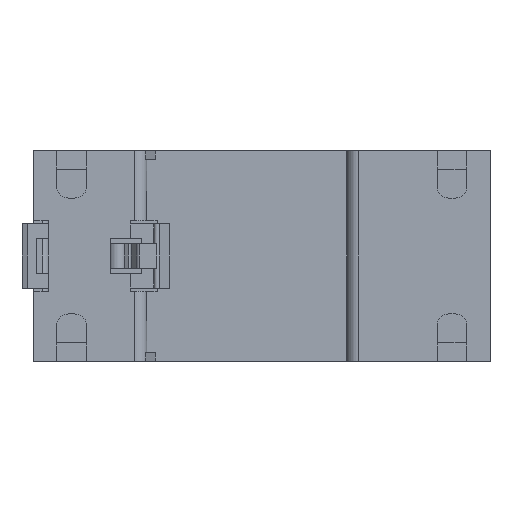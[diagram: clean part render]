
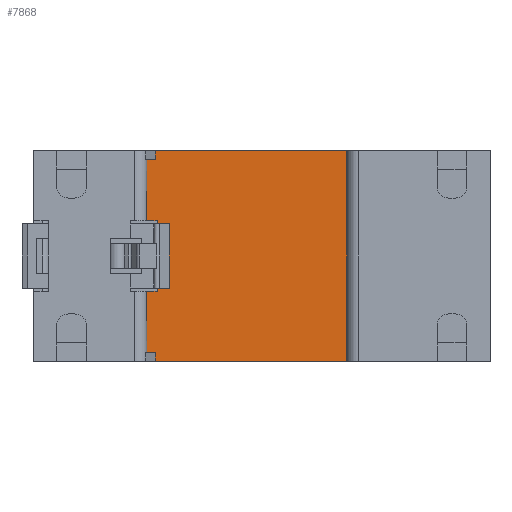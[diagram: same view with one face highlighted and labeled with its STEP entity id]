
A CAD part, front view. The second image highlights one B-rep face of the part: STEP entity #7868.
In plain terms, the highlighted planar face has unit normal (0, -1, 0).
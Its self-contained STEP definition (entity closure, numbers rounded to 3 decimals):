
#1195=DIRECTION('',(0.,0.,1.));
#1196=VECTOR('',#1195,36.);
#1197=CARTESIAN_POINT('',(17.3,0.,0.));
#1198=LINE('',#1197,#1196);
#1207=DIRECTION('',(0.,0.,1.));
#1208=VECTOR('',#1207,12.);
#1209=CARTESIAN_POINT('',(-17.9,0.,12.));
#1210=LINE('',#1209,#1208);
#1211=DIRECTION('',(1.,0.,0.));
#1212=VECTOR('',#1211,1.5);
#1213=CARTESIAN_POINT('',(-19.7,0.,34.5));
#1214=LINE('',#1213,#1212);
#1215=DIRECTION('',(0.,0.,1.));
#1216=VECTOR('',#1215,1.5);
#1217=CARTESIAN_POINT('',(-18.2,0.,34.5));
#1218=LINE('',#1217,#1216);
#1219=DIRECTION('',(1.,0.,0.));
#1220=VECTOR('',#1219,35.5);
#1221=CARTESIAN_POINT('',(-18.2,0.,36.));
#1222=LINE('',#1221,#1220);
#1223=DIRECTION('',(-1.,0.,0.));
#1224=VECTOR('',#1223,35.5);
#1225=CARTESIAN_POINT('',(17.3,0.,0.));
#1226=LINE('',#1225,#1224);
#1227=DIRECTION('',(1.,0.,0.));
#1228=VECTOR('',#1227,1.8);
#1229=CARTESIAN_POINT('',(-19.7,0.,12.));
#1230=LINE('',#1229,#1228);
#1268=DIRECTION('',(1.,0.,0.));
#1269=VECTOR('',#1268,1.8);
#1270=CARTESIAN_POINT('',(-19.7,0.,24.));
#1271=LINE('',#1270,#1269);
#1675=DIRECTION('',(0.,0.,-1.));
#1676=VECTOR('',#1675,10.5);
#1677=CARTESIAN_POINT('',(-19.7,0.,12.));
#1678=LINE('',#1677,#1676);
#1684=DIRECTION('',(1.,0.,0.));
#1685=VECTOR('',#1684,1.5);
#1686=CARTESIAN_POINT('',(-19.7,0.,1.5));
#1687=LINE('',#1686,#1685);
#1696=DIRECTION('',(0.,0.,-1.));
#1697=VECTOR('',#1696,1.5);
#1698=CARTESIAN_POINT('',(-18.2,0.,1.5));
#1699=LINE('',#1698,#1697);
#3031=DIRECTION('',(0.,0.,-1.));
#3032=VECTOR('',#3031,10.5);
#3033=CARTESIAN_POINT('',(-19.7,0.,34.5));
#3034=LINE('',#3033,#3032);
#4959=CARTESIAN_POINT('',(-18.2,0.,0.));
#4960=VERTEX_POINT('',#4959);
#4961=CARTESIAN_POINT('',(17.3,0.,0.));
#4962=VERTEX_POINT('',#4961);
#5166=CARTESIAN_POINT('',(-17.9,0.,12.));
#5167=VERTEX_POINT('',#5166);
#5186=CARTESIAN_POINT('',(-19.7,0.,1.5));
#5187=CARTESIAN_POINT('',(-18.2,0.,1.5));
#5188=VERTEX_POINT('',#5186);
#5189=VERTEX_POINT('',#5187);
#5190=CARTESIAN_POINT('',(-19.7,0.,12.));
#5191=VERTEX_POINT('',#5190);
#5352=CARTESIAN_POINT('',(17.3,0.,36.));
#5353=VERTEX_POINT('',#5352);
#5354=CARTESIAN_POINT('',(-18.2,0.,36.));
#5355=VERTEX_POINT('',#5354);
#5390=CARTESIAN_POINT('',(-18.2,0.,34.5));
#5391=VERTEX_POINT('',#5390);
#5392=CARTESIAN_POINT('',(-19.7,0.,24.));
#5393=CARTESIAN_POINT('',(-17.9,0.,24.));
#5394=VERTEX_POINT('',#5392);
#5395=VERTEX_POINT('',#5393);
#5396=CARTESIAN_POINT('',(-19.7,0.,34.5));
#5397=VERTEX_POINT('',#5396);
#7840=CARTESIAN_POINT('',(-1.2,0.,9.));
#7841=DIRECTION('',(0.,1.,0.));
#7842=DIRECTION('',(1.,0.,0.));
#7843=AXIS2_PLACEMENT_3D('',#7840,#7841,#7842);
#7844=PLANE('',#7843);
#7846=ORIENTED_EDGE('',*,*,#7845,.T.);
#7848=ORIENTED_EDGE('',*,*,#7847,.F.);
#7850=ORIENTED_EDGE('',*,*,#7849,.F.);
#7852=ORIENTED_EDGE('',*,*,#7851,.T.);
#7854=ORIENTED_EDGE('',*,*,#7853,.T.);
#7855=ORIENTED_EDGE('',*,*,#7238,.T.);
#7856=ORIENTED_EDGE('',*,*,#7832,.F.);
#7857=ORIENTED_EDGE('',*,*,#6910,.T.);
#7859=ORIENTED_EDGE('',*,*,#7858,.F.);
#7861=ORIENTED_EDGE('',*,*,#7860,.F.);
#7863=ORIENTED_EDGE('',*,*,#7862,.F.);
#7865=ORIENTED_EDGE('',*,*,#7864,.T.);
#7866=EDGE_LOOP('',(#7846,#7848,#7850,#7852,#7854,#7855,#7856,#7857,#7859,#7861,
#7863,#7865));
#7867=FACE_OUTER_BOUND('',#7866,.F.);
#6910=EDGE_CURVE('',#4962,#4960,#1226,.T.);
#7238=EDGE_CURVE('',#5355,#5353,#1222,.T.);
#7832=EDGE_CURVE('',#4962,#5353,#1198,.T.);
#7845=EDGE_CURVE('',#5167,#5395,#1210,.T.);
#7847=EDGE_CURVE('',#5394,#5395,#1271,.T.);
#7849=EDGE_CURVE('',#5397,#5394,#3034,.T.);
#7851=EDGE_CURVE('',#5397,#5391,#1214,.T.);
#7853=EDGE_CURVE('',#5391,#5355,#1218,.T.);
#7858=EDGE_CURVE('',#5189,#4960,#1699,.T.);
#7860=EDGE_CURVE('',#5188,#5189,#1687,.T.);
#7862=EDGE_CURVE('',#5191,#5188,#1678,.T.);
#7864=EDGE_CURVE('',#5191,#5167,#1230,.T.);
#7868=ADVANCED_FACE('',(#7867),#7844,.F.);
